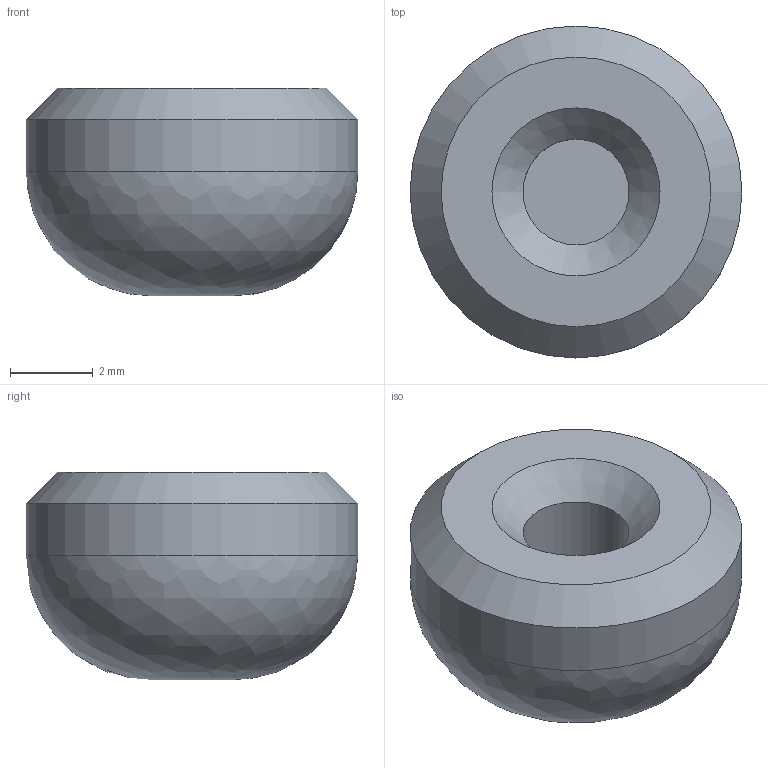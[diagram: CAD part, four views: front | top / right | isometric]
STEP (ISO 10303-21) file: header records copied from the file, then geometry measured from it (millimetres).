
FILE_DESCRIPTION(('FreeCAD Model'),'2;1');
FILE_NAME('Open CASCADE Shape Model','2023-08-27T15:07:09',(''),(''), 'Open CASCADE STEP processor 7.6','FreeCAD','Unknown');
FILE_SCHEMA(('AUTOMOTIVE_DESIGN { 1 0 10303 214 1 1 1 1 }'));
Length unit declared in the file: millimetre
Products named in the file (1): tip
Bounding box: 8 x 8 x 5 mm (x, y, z)
Volume: 181.2 mm3; surface area: 207.3 mm2
Topology: 1 solids, 1 shells, 8 faces, 12 edges, 7 vertices
Faces by surface type: plane 3, cylinder 2, cone 2, revolution 1
Full cylindrical faces by diameter (mm): 2.55 x1, 8 x1
Entity records: 370 total; most frequent: CARTESIAN_POINT 64, DIRECTION 61, ORIENTED_EDGE 24, LINE 24, VECTOR 24, PCURVE 24, DEFINITIONAL_REPRESENTATION 24, AXIS2_PLACEMENT_3D 16
